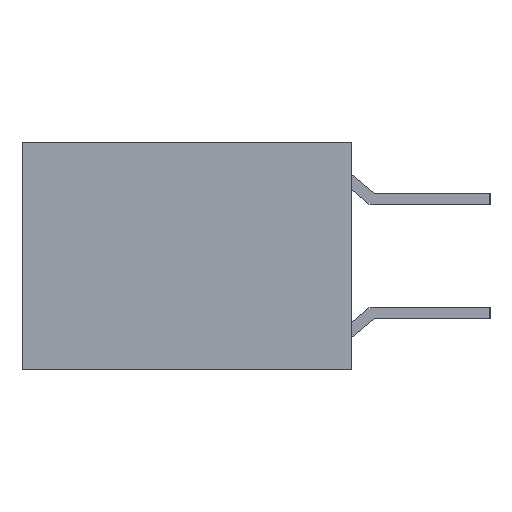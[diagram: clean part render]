
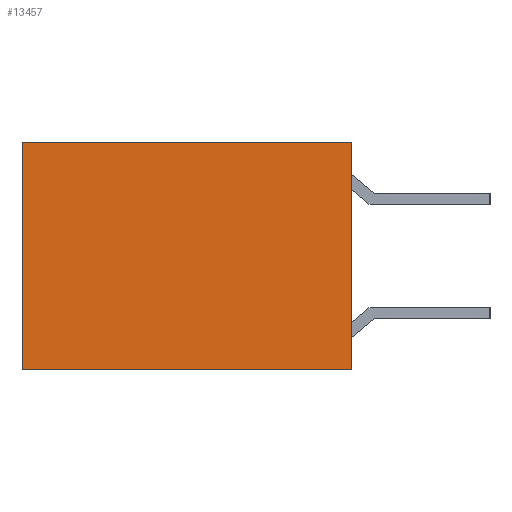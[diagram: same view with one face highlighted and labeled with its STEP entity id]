
A CAD part, left-side view. The second image highlights one B-rep face of the part: STEP entity #13457.
In plain terms, the highlighted planar face has unit normal (-1, 0, 0).
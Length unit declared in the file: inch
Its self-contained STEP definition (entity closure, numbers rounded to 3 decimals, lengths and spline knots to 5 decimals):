
#125=ORIENTED_EDGE('',*,*,#4116,.T.);
#126=ORIENTED_EDGE('',*,*,#4117,.F.);
#127=ORIENTED_EDGE('',*,*,#4030,.F.);
#128=ORIENTED_EDGE('',*,*,#4114,.T.);
#4030=EDGE_CURVE('',#6026,#6027,#7330,.T.);
#4114=EDGE_CURVE('',#6026,#6110,#7414,.T.);
#4116=EDGE_CURVE('',#6110,#6111,#7416,.T.);
#4117=EDGE_CURVE('',#6027,#6111,#7417,.T.);
#6026=VERTEX_POINT('',#18136);
#6027=VERTEX_POINT('',#18138);
#6110=VERTEX_POINT('',#18305);
#6111=VERTEX_POINT('',#18310);
#7330=LINE('',#18137,#9326);
#7414=LINE('',#18306,#9410);
#7416=LINE('',#18309,#9412);
#7417=LINE('',#18311,#9413);
#9326=VECTOR('',#14817,39.37008);
#9410=VECTOR('',#14903,39.37008);
#9412=VECTOR('',#14907,39.37008);
#9413=VECTOR('',#14908,39.37008);
#11343=EDGE_LOOP('',(#125,#126,#127,#128));
#12081=FACE_BOUND('',#11343,.T.);
#12799=PLANE('',#14153);
#13457=ADVANCED_FACE('',(#12081),#12799,.F.);
#14153=AXIS2_PLACEMENT_3D('',#18308,#14905,#14906);
#14817=DIRECTION('',(0.,0.,1.));
#14903=DIRECTION('',(0.,-1.,0.));
#14905=DIRECTION('',(1.,0.,0.));
#14906=DIRECTION('',(0.,0.,-1.));
#14907=DIRECTION('',(0.,0.,1.));
#14908=DIRECTION('',(0.,-1.,0.));
#18136=CARTESIAN_POINT('',(-0.5,0.29,-0.1));
#18137=CARTESIAN_POINT('',(-0.5,0.29,-0.1));
#18138=CARTESIAN_POINT('',(-0.5,0.29,0.1));
#18305=CARTESIAN_POINT('',(-0.5,0.,-0.1));
#18306=CARTESIAN_POINT('',(-0.5,0.29,-0.1));
#18308=CARTESIAN_POINT('',(-0.5,0.29,-0.1));
#18309=CARTESIAN_POINT('',(-0.5,0.,-0.1));
#18310=CARTESIAN_POINT('',(-0.5,0.,0.1));
#18311=CARTESIAN_POINT('',(-0.5,0.29,0.1));
